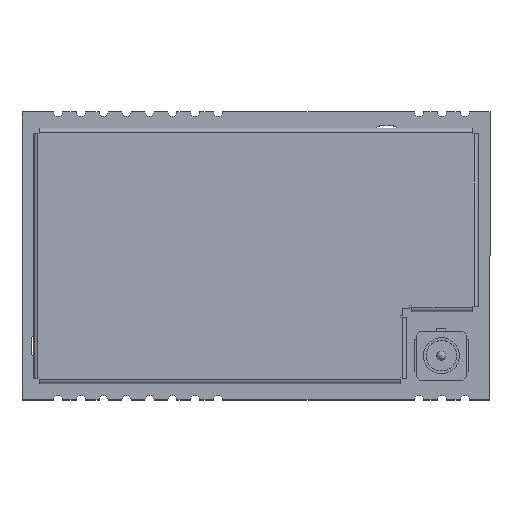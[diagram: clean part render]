
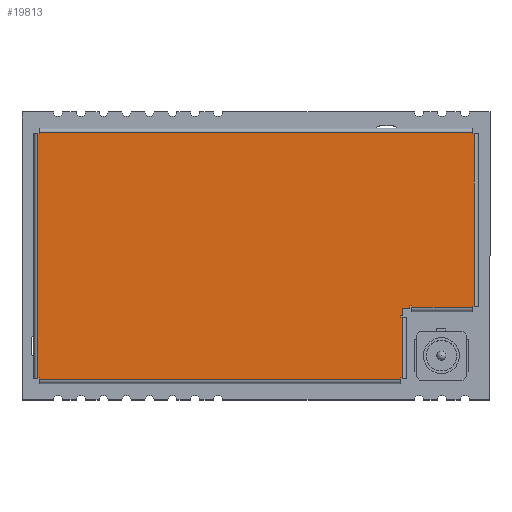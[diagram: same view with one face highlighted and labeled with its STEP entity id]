
A CAD part, top view. The second image highlights one B-rep face of the part: STEP entity #19813.
In plain terms, the highlighted planar face has unit normal (0, 0, 1).
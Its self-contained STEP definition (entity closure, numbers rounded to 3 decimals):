
#3257=FACE_OUTER_BOUND('',#4348,.T.);
#4348=EDGE_LOOP('',(#17757,#17758,#17759,#17760,#17761,#17762,#17763,#17764,
#17765,#17766,#17767,#17768,#17769,#17770,#17771,#17772,#17773,#17774,#17775,
#17776,#17777,#17778,#17779,#17780));
#6319=LINE('',#41634,#8353);
#6320=LINE('',#41636,#8354);
#6321=LINE('',#41638,#8355);
#6322=LINE('',#41640,#8356);
#6323=LINE('',#41642,#8357);
#6324=LINE('',#41644,#8358);
#6325=LINE('',#41646,#8359);
#6326=LINE('',#41648,#8360);
#6327=LINE('',#41650,#8361);
#6328=LINE('',#41652,#8362);
#6329=LINE('',#41654,#8363);
#6330=LINE('',#41656,#8364);
#6331=LINE('',#41658,#8365);
#6332=LINE('',#41660,#8366);
#6333=LINE('',#41662,#8367);
#6334=LINE('',#41664,#8368);
#6335=LINE('',#41666,#8369);
#6336=LINE('',#41668,#8370);
#6337=LINE('',#41670,#8371);
#6338=LINE('',#41672,#8372);
#6339=LINE('',#41674,#8373);
#6340=LINE('',#41676,#8374);
#6341=LINE('',#41678,#8375);
#6342=LINE('',#41679,#8376);
#8353=VECTOR('',#25747,1.);
#8354=VECTOR('',#25748,1.);
#8355=VECTOR('',#25749,1.);
#8356=VECTOR('',#25750,1.);
#8357=VECTOR('',#25751,1.);
#8358=VECTOR('',#25752,1.);
#8359=VECTOR('',#25753,1.);
#8360=VECTOR('',#25754,1.);
#8361=VECTOR('',#25755,1.);
#8362=VECTOR('',#25756,1.);
#8363=VECTOR('',#25757,1.);
#8364=VECTOR('',#25758,1.);
#8365=VECTOR('',#25759,1.);
#8366=VECTOR('',#25760,1.);
#8367=VECTOR('',#25761,1.);
#8368=VECTOR('',#25762,1.);
#8369=VECTOR('',#25763,1.);
#8370=VECTOR('',#25764,1.);
#8371=VECTOR('',#25765,1.);
#8372=VECTOR('',#25766,1.);
#8373=VECTOR('',#25767,1.);
#8374=VECTOR('',#25768,1.);
#8375=VECTOR('',#25769,1.);
#8376=VECTOR('',#25770,1.);
#10079=VERTEX_POINT('',#41632);
#10080=VERTEX_POINT('',#41633);
#10081=VERTEX_POINT('',#41635);
#10082=VERTEX_POINT('',#41637);
#10083=VERTEX_POINT('',#41639);
#10084=VERTEX_POINT('',#41641);
#10085=VERTEX_POINT('',#41643);
#10086=VERTEX_POINT('',#41645);
#10087=VERTEX_POINT('',#41647);
#10088=VERTEX_POINT('',#41649);
#10089=VERTEX_POINT('',#41651);
#10090=VERTEX_POINT('',#41653);
#10091=VERTEX_POINT('',#41655);
#10092=VERTEX_POINT('',#41657);
#10093=VERTEX_POINT('',#41659);
#10094=VERTEX_POINT('',#41661);
#10095=VERTEX_POINT('',#41663);
#10096=VERTEX_POINT('',#41665);
#10097=VERTEX_POINT('',#41667);
#10098=VERTEX_POINT('',#41669);
#10099=VERTEX_POINT('',#41671);
#10100=VERTEX_POINT('',#41673);
#10101=VERTEX_POINT('',#41675);
#10102=VERTEX_POINT('',#41677);
#12653=EDGE_CURVE('',#10079,#10080,#6319,.T.);
#12654=EDGE_CURVE('',#10080,#10081,#6320,.T.);
#12655=EDGE_CURVE('',#10081,#10082,#6321,.T.);
#12656=EDGE_CURVE('',#10082,#10083,#6322,.T.);
#12657=EDGE_CURVE('',#10083,#10084,#6323,.T.);
#12658=EDGE_CURVE('',#10084,#10085,#6324,.T.);
#12659=EDGE_CURVE('',#10085,#10086,#6325,.T.);
#12660=EDGE_CURVE('',#10086,#10087,#6326,.T.);
#12661=EDGE_CURVE('',#10087,#10088,#6327,.T.);
#12662=EDGE_CURVE('',#10088,#10089,#6328,.T.);
#12663=EDGE_CURVE('',#10089,#10090,#6329,.T.);
#12664=EDGE_CURVE('',#10090,#10091,#6330,.T.);
#12665=EDGE_CURVE('',#10091,#10092,#6331,.T.);
#12666=EDGE_CURVE('',#10092,#10093,#6332,.T.);
#12667=EDGE_CURVE('',#10093,#10094,#6333,.T.);
#12668=EDGE_CURVE('',#10094,#10095,#6334,.T.);
#12669=EDGE_CURVE('',#10095,#10096,#6335,.T.);
#12670=EDGE_CURVE('',#10096,#10097,#6336,.T.);
#12671=EDGE_CURVE('',#10097,#10098,#6337,.T.);
#12672=EDGE_CURVE('',#10098,#10099,#6338,.T.);
#12673=EDGE_CURVE('',#10099,#10100,#6339,.T.);
#12674=EDGE_CURVE('',#10100,#10101,#6340,.T.);
#12675=EDGE_CURVE('',#10101,#10102,#6341,.T.);
#12676=EDGE_CURVE('',#10102,#10079,#6342,.T.);
#17757=ORIENTED_EDGE('',*,*,#12653,.T.);
#17758=ORIENTED_EDGE('',*,*,#12654,.T.);
#17759=ORIENTED_EDGE('',*,*,#12655,.T.);
#17760=ORIENTED_EDGE('',*,*,#12656,.T.);
#17761=ORIENTED_EDGE('',*,*,#12657,.T.);
#17762=ORIENTED_EDGE('',*,*,#12658,.T.);
#17763=ORIENTED_EDGE('',*,*,#12659,.T.);
#17764=ORIENTED_EDGE('',*,*,#12660,.T.);
#17765=ORIENTED_EDGE('',*,*,#12661,.T.);
#17766=ORIENTED_EDGE('',*,*,#12662,.T.);
#17767=ORIENTED_EDGE('',*,*,#12663,.T.);
#17768=ORIENTED_EDGE('',*,*,#12664,.T.);
#17769=ORIENTED_EDGE('',*,*,#12665,.T.);
#17770=ORIENTED_EDGE('',*,*,#12666,.T.);
#17771=ORIENTED_EDGE('',*,*,#12667,.T.);
#17772=ORIENTED_EDGE('',*,*,#12668,.T.);
#17773=ORIENTED_EDGE('',*,*,#12669,.T.);
#17774=ORIENTED_EDGE('',*,*,#12670,.T.);
#17775=ORIENTED_EDGE('',*,*,#12671,.T.);
#17776=ORIENTED_EDGE('',*,*,#12672,.T.);
#17777=ORIENTED_EDGE('',*,*,#12673,.T.);
#17778=ORIENTED_EDGE('',*,*,#12674,.T.);
#17779=ORIENTED_EDGE('',*,*,#12675,.T.);
#17780=ORIENTED_EDGE('',*,*,#12676,.T.);
#18794=PLANE('',#21264);
#19813=ADVANCED_FACE('',(#3257),#18794,.T.);
#21264=AXIS2_PLACEMENT_3D('',#41631,#25745,#25746);
#25745=DIRECTION('center_axis',(0.,0.,1.));
#25746=DIRECTION('ref_axis',(1.,0.,0.));
#25747=DIRECTION('',(1.,0.,0.));
#25748=DIRECTION('',(0.,1.,0.));
#25749=DIRECTION('',(-1.,0.,0.));
#25750=DIRECTION('',(0.,1.,0.));
#25751=DIRECTION('',(1.,0.,0.));
#25752=DIRECTION('',(0.,1.,0.));
#25753=DIRECTION('',(1.,0.,0.));
#25754=DIRECTION('',(0.,1.,0.));
#25755=DIRECTION('',(1.,0.,0.));
#25756=DIRECTION('',(0.,-1.,0.));
#25757=DIRECTION('',(1.,0.,0.));
#25758=DIRECTION('',(0.,1.,0.));
#25759=DIRECTION('',(1.,0.,0.));
#25760=DIRECTION('',(0.,1.,0.));
#25761=DIRECTION('',(-1.,0.,0.));
#25762=DIRECTION('',(0.,1.,0.));
#25763=DIRECTION('',(-1.,0.,0.));
#25764=DIRECTION('',(0.,-1.,0.));
#25765=DIRECTION('',(-1.,0.,0.));
#25766=DIRECTION('',(0.,-1.,0.));
#25767=DIRECTION('',(1.,0.,0.));
#25768=DIRECTION('',(0.,-1.,0.));
#25769=DIRECTION('',(1.,0.,0.));
#25770=DIRECTION('',(0.,1.,0.));
#41631=CARTESIAN_POINT('Origin',(8.15,-6.9,0.));
#41632=CARTESIAN_POINT('',(8.05,-6.78,0.));
#41633=CARTESIAN_POINT('',(8.13,-6.78,0.));
#41634=CARTESIAN_POINT('',(8.15,-6.78,0.));
#41635=CARTESIAN_POINT('',(8.13,-3.4,0.));
#41636=CARTESIAN_POINT('',(8.13,-6.8,0.));
#41637=CARTESIAN_POINT('',(8.03,-3.4,0.));
#41638=CARTESIAN_POINT('',(8.15,-3.4,0.));
#41639=CARTESIAN_POINT('',(8.03,-3.3,0.));
#41640=CARTESIAN_POINT('',(8.03,-6.9,0.));
#41641=CARTESIAN_POINT('',(8.15,-3.3,0.));
#41642=CARTESIAN_POINT('',(8.15,-3.3,0.));
#41643=CARTESIAN_POINT('',(8.15,-2.9,0.));
#41644=CARTESIAN_POINT('',(8.15,-2.9,0.));
#41645=CARTESIAN_POINT('',(8.55,-2.9,0.));
#41646=CARTESIAN_POINT('',(12.05,-2.9,0.));
#41647=CARTESIAN_POINT('',(8.55,-2.78,0.));
#41648=CARTESIAN_POINT('',(8.55,-6.9,0.));
#41649=CARTESIAN_POINT('',(8.65,-2.78,0.));
#41650=CARTESIAN_POINT('',(8.15,-2.78,0.));
#41651=CARTESIAN_POINT('',(8.65,-2.88,0.));
#41652=CARTESIAN_POINT('',(8.65,-6.9,0.));
#41653=CARTESIAN_POINT('',(12.03,-2.88,0.));
#41654=CARTESIAN_POINT('',(8.65,-2.88,0.));
#41655=CARTESIAN_POINT('',(12.03,-2.8,0.));
#41656=CARTESIAN_POINT('',(12.03,-6.9,0.));
#41657=CARTESIAN_POINT('',(12.13,-2.8,0.));
#41658=CARTESIAN_POINT('',(8.15,-2.8,0.));
#41659=CARTESIAN_POINT('',(12.13,6.78,0.));
#41660=CARTESIAN_POINT('',(12.13,-2.8,0.));
#41661=CARTESIAN_POINT('',(12.05,6.78,0.));
#41662=CARTESIAN_POINT('',(8.15,6.78,0.));
#41663=CARTESIAN_POINT('',(12.05,6.88,0.));
#41664=CARTESIAN_POINT('',(12.05,-6.9,0.));
#41665=CARTESIAN_POINT('',(-12.05,6.88,0.));
#41666=CARTESIAN_POINT('',(12.05,6.88,0.));
#41667=CARTESIAN_POINT('',(-12.05,6.78,0.));
#41668=CARTESIAN_POINT('',(-12.05,-6.9,0.));
#41669=CARTESIAN_POINT('',(-12.13,6.78,0.));
#41670=CARTESIAN_POINT('',(8.15,6.78,0.));
#41671=CARTESIAN_POINT('',(-12.13,-6.78,0.));
#41672=CARTESIAN_POINT('',(-12.13,6.8,0.));
#41673=CARTESIAN_POINT('',(-12.05,-6.78,0.));
#41674=CARTESIAN_POINT('',(8.15,-6.78,0.));
#41675=CARTESIAN_POINT('',(-12.05,-6.88,0.));
#41676=CARTESIAN_POINT('',(-12.05,-6.9,0.));
#41677=CARTESIAN_POINT('',(8.05,-6.88,0.));
#41678=CARTESIAN_POINT('',(-12.05,-6.88,0.));
#41679=CARTESIAN_POINT('',(8.05,-6.9,0.));
